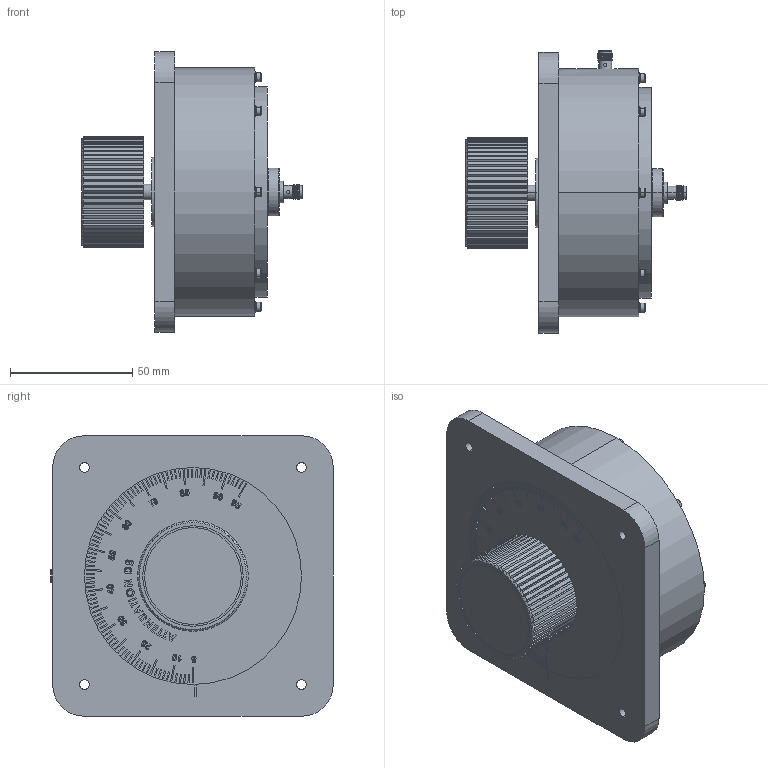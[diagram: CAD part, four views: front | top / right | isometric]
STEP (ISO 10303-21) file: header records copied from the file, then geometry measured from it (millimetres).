
FILE_DESCRIPTION (( 'STEP AP214' ), '1' );
FILE_NAME ('SA4090.STEP', '2018-01-24T19:06:56', ( '' ), ( '' ), 'SwSTEP 2.0', 'SolidWorks 2017', '' );
FILE_SCHEMA (( 'AUTOMOTIVE_DESIGN' ));
Length unit declared in the file: inch
Products named in the file (1): SA4090
Bounding box: 90.43 x 115.57 x 114.81 mm (x, y, z)
Volume: 442875.1 mm3; surface area: 53394.7 mm2
Topology: 13 solids, 13 shells, 1867 faces, 4678 edges, 3034 vertices
Faces by surface type: plane 927, cylinder 476, bspline 268, cone 188, torus 8
Entity records: 97638 total; most frequent: CARTESIAN_POINT 36254, ORIENTED_EDGE 9356, DIRECTION 7108, EDGE_CURVE 4678, VERTEX_POINT 3034, LINE 2712, VECTOR 2712, AXIS2_PLACEMENT_3D 2198
